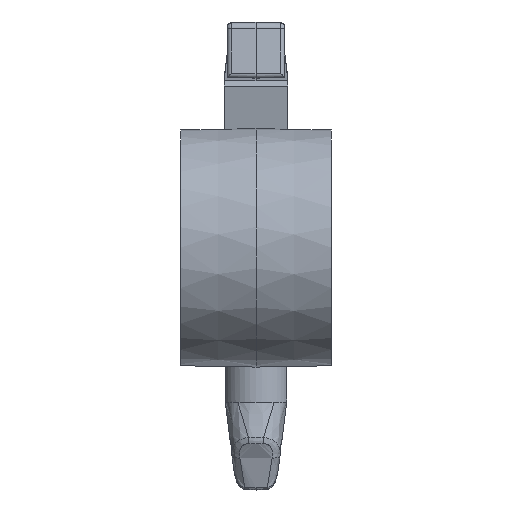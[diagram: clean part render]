
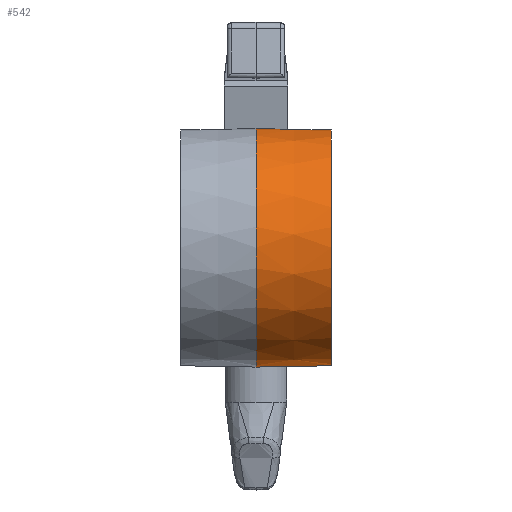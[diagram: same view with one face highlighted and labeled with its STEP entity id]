
A CAD part, left-side view. The second image highlights one B-rep face of the part: STEP entity #542.
In plain terms, the highlighted conical face has half-angle 1 degrees and reference radius 12.573 mm.
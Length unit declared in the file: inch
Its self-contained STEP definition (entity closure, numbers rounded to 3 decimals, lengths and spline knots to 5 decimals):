
#245=CONICAL_SURFACE('',#4414,0.495,1.);
#292=CIRCLE('',#4405,0.48955);
#293=CIRCLE('',#4413,0.495);
#542=ADVANCED_FACE('',(#893),#245,.T.);
#893=FACE_OUTER_BOUND('',#1145,.T.);
#1145=EDGE_LOOP('',(#1632,#1633,#1634,#1635));
#1632=ORIENTED_EDGE('',*,*,#3239,.F.);
#1633=ORIENTED_EDGE('',*,*,#3274,.F.);
#1634=ORIENTED_EDGE('',*,*,#3266,.F.);
#1635=ORIENTED_EDGE('',*,*,#3263,.F.);
#2842=VERTEX_POINT('',#6195);
#2844=VERTEX_POINT('',#6199);
#2849=VERTEX_POINT('',#6212);
#2861=VERTEX_POINT('',#6247);
#3239=EDGE_CURVE('',#2844,#2842,#3828,.T.);
#3263=EDGE_CURVE('',#2842,#2849,#292,.T.);
#3266=EDGE_CURVE('',#2849,#2861,#3839,.T.);
#3274=EDGE_CURVE('',#2861,#2844,#293,.T.);
#3828=LINE('',#6200,#4110);
#3839=LINE('',#6246,#4121);
#4110=VECTOR('',#4904,1.);
#4121=VECTOR('',#4953,1.);
#4405=AXIS2_PLACEMENT_3D('',#6240,#4946,#4947);
#4413=AXIS2_PLACEMENT_3D('',#6260,#4967,#4968);
#4414=AXIS2_PLACEMENT_3D('',#6261,#4969,#4970);
#4904=DIRECTION('',(-0.017,-1.,0.));
#4946=DIRECTION('',(0.,-1.,0.));
#4947=DIRECTION('',(0.,0.,-1.));
#4953=DIRECTION('',(0.,1.,-0.017));
#4967=DIRECTION('',(0.,1.,0.));
#4968=DIRECTION('',(0.,0.,1.));
#4969=DIRECTION('',(0.,1.,0.));
#4970=DIRECTION('',(0.,0.,-1.));
#6195=CARTESIAN_POINT('',(0.98455,0.,0.495));
#6199=CARTESIAN_POINT('',(0.99,0.3125,0.495));
#6200=CARTESIAN_POINT('',(0.99,0.3125,0.495));
#6212=CARTESIAN_POINT('',(0.495,0.,0.00545));
#6240=CARTESIAN_POINT('',(0.495,0.,0.495));
#6246=CARTESIAN_POINT('',(0.495,0.3125,0.));
#6247=CARTESIAN_POINT('',(0.495,0.3125,0.));
#6260=CARTESIAN_POINT('',(0.495,0.3125,0.495));
#6261=CARTESIAN_POINT('',(0.495,0.3125,0.495));
